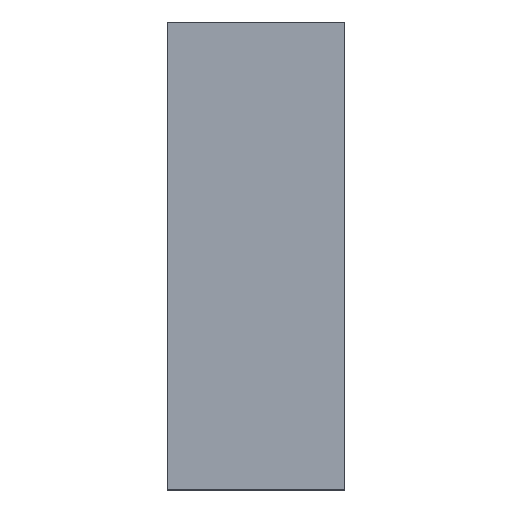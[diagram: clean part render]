
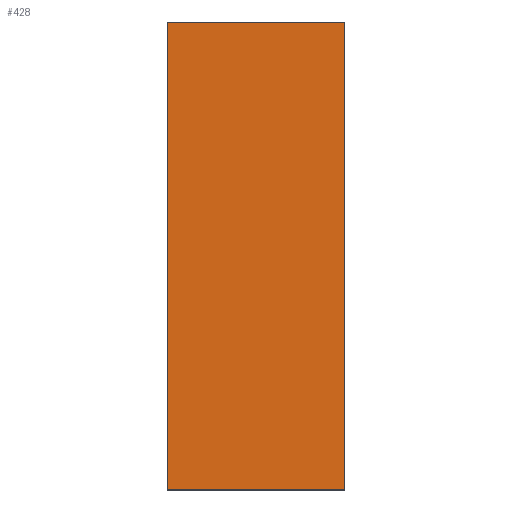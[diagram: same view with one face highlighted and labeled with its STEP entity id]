
A CAD part, left-side view. The second image highlights one B-rep face of the part: STEP entity #428.
In plain terms, the highlighted planar face has unit normal (-1, 0, 0).
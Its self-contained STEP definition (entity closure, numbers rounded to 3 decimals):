
#2 = ORIENTED_EDGE ( 'NONE', *, *, #246, .T. ) ;
#16 = DIRECTION ( 'NONE',  ( 0., 0., 1. ) ) ;
#18 = ORIENTED_EDGE ( 'NONE', *, *, #325, .F. ) ;
#25 = CARTESIAN_POINT ( 'NONE',  ( -185., 38., 50. ) ) ;
#72 = LINE ( 'NONE', #400, #249 ) ;
#75 = DIRECTION ( 'NONE',  ( 0., -1., 0. ) ) ;
#78 = DIRECTION ( 'NONE',  ( 0., 0., -1. ) ) ;
#125 = ORIENTED_EDGE ( 'NONE', *, *, #127, .F. ) ;
#127 = EDGE_CURVE ( 'NONE', #372, #257, #72, .T. ) ;
#133 = FACE_OUTER_BOUND ( 'NONE', #420, .T. ) ;
#197 = LINE ( 'NONE', #237, #590 ) ;
#225 = CARTESIAN_POINT ( 'NONE',  ( -185., 0., 50. ) ) ;
#236 = DIRECTION ( 'NONE',  ( 1., 0., 0. ) ) ;
#237 = CARTESIAN_POINT ( 'NONE',  ( -185., 38., -50. ) ) ;
#239 = VERTEX_POINT ( 'NONE', #225 ) ;
#246 = EDGE_CURVE ( 'NONE', #503, #239, #436, .T. ) ;
#249 = VECTOR ( 'NONE', #16, 1000. ) ;
#257 = VERTEX_POINT ( 'NONE', #527 ) ;
#287 = AXIS2_PLACEMENT_3D ( 'NONE', #25, #236, #78 ) ;
#299 = ORIENTED_EDGE ( 'NONE', *, *, #377, .T. ) ;
#325 = EDGE_CURVE ( 'NONE', #257, #239, #432, .T. ) ;
#346 = DIRECTION ( 'NONE',  ( 0., 0., 1. ) ) ;
#372 = VERTEX_POINT ( 'NONE', #588 ) ;
#377 = EDGE_CURVE ( 'NONE', #372, #503, #197, .T. ) ;
#400 = CARTESIAN_POINT ( 'NONE',  ( -185., 38., 50. ) ) ;
#409 = PLANE ( 'NONE',  #287 ) ;
#415 = DIRECTION ( 'NONE',  ( 0., -1., 0. ) ) ;
#420 = EDGE_LOOP ( 'NONE', ( #2, #18, #125, #299 ) ) ;
#422 = CARTESIAN_POINT ( 'NONE',  ( -185., 0., -50. ) ) ;
#428 = ADVANCED_FACE ( 'NONE', ( #133 ), #409, .F. ) ;
#432 = LINE ( 'NONE', #497, #582 ) ;
#436 = LINE ( 'NONE', #531, #541 ) ;
#497 = CARTESIAN_POINT ( 'NONE',  ( -185., 38., 50. ) ) ;
#503 = VERTEX_POINT ( 'NONE', #422 ) ;
#527 = CARTESIAN_POINT ( 'NONE',  ( -185., 38., 50. ) ) ;
#531 = CARTESIAN_POINT ( 'NONE',  ( -185., 0., 50. ) ) ;
#541 = VECTOR ( 'NONE', #346, 1000. ) ;
#582 = VECTOR ( 'NONE', #75, 1000. ) ;
#588 = CARTESIAN_POINT ( 'NONE',  ( -185., 38., -50. ) ) ;
#590 = VECTOR ( 'NONE', #415, 1000. ) ;
